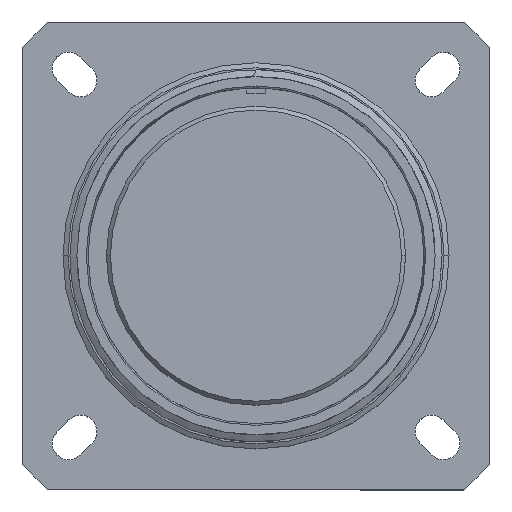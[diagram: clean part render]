
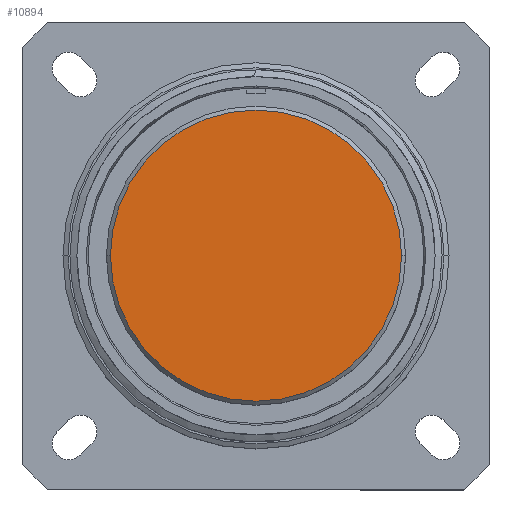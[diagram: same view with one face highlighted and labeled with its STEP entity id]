
A CAD part, top view. The second image highlights one B-rep face of the part: STEP entity #10894.
In plain terms, the highlighted planar face has unit normal (0, 0, 1).
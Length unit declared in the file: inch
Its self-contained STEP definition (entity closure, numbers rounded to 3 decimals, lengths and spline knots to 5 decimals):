
#334 = CARTESIAN_POINT ( 'NONE',  ( 0.7295, 0., -0.014 ) ) ;
#733 = AXIS2_PLACEMENT_3D ( 'NONE', #8051, #6849, #11430 ) ;
#2684 = DIRECTION ( 'NONE',  ( 0., 0., -1. ) ) ;
#2761 = FACE_OUTER_BOUND ( 'NONE', #10547, .T. ) ;
#2835 = PLANE ( 'NONE',  #6471 ) ;
#4168 = CARTESIAN_POINT ( 'NONE',  ( -0.7295, 0., -0.014 ) ) ;
#4435 = CARTESIAN_POINT ( 'NONE',  ( 0., 0., -0.014 ) ) ;
#5070 = CARTESIAN_POINT ( 'NONE',  ( 0., 0., -0.014 ) ) ;
#5386 = EDGE_CURVE ( 'NONE', #13431, #7192, #7194, .T. ) ;
#5934 = ORIENTED_EDGE ( 'NONE', *, *, #5386, .T. ) ;
#6471 = AXIS2_PLACEMENT_3D ( 'NONE', #5070, #2684, #11822 ) ;
#6572 = EDGE_CURVE ( 'NONE', #7192, #13431, #11039, .T. ) ;
#6849 = DIRECTION ( 'NONE',  ( 0., 0., 1. ) ) ;
#6902 = DIRECTION ( 'NONE',  ( 1., 0., 0. ) ) ;
#7192 = VERTEX_POINT ( 'NONE', #334 ) ;
#7194 = CIRCLE ( 'NONE', #733, 0.7295 ) ;
#8051 = CARTESIAN_POINT ( 'NONE',  ( 0., 0., -0.014 ) ) ;
#9118 = AXIS2_PLACEMENT_3D ( 'NONE', #4435, #10202, #6902 ) ;
#10202 = DIRECTION ( 'NONE',  ( 0., 0., 1. ) ) ;
#10547 = EDGE_LOOP ( 'NONE', ( #5934, #12878 ) ) ;
#10894 = ADVANCED_FACE ( 'NONE', ( #2761 ), #2835, .F. ) ;
#11039 = CIRCLE ( 'NONE', #9118, 0.7295 ) ;
#11430 = DIRECTION ( 'NONE',  ( 1., 0., 0. ) ) ;
#11822 = DIRECTION ( 'NONE',  ( -1., 0., 0. ) ) ;
#12878 = ORIENTED_EDGE ( 'NONE', *, *, #6572, .T. ) ;
#13431 = VERTEX_POINT ( 'NONE', #4168 ) ;
